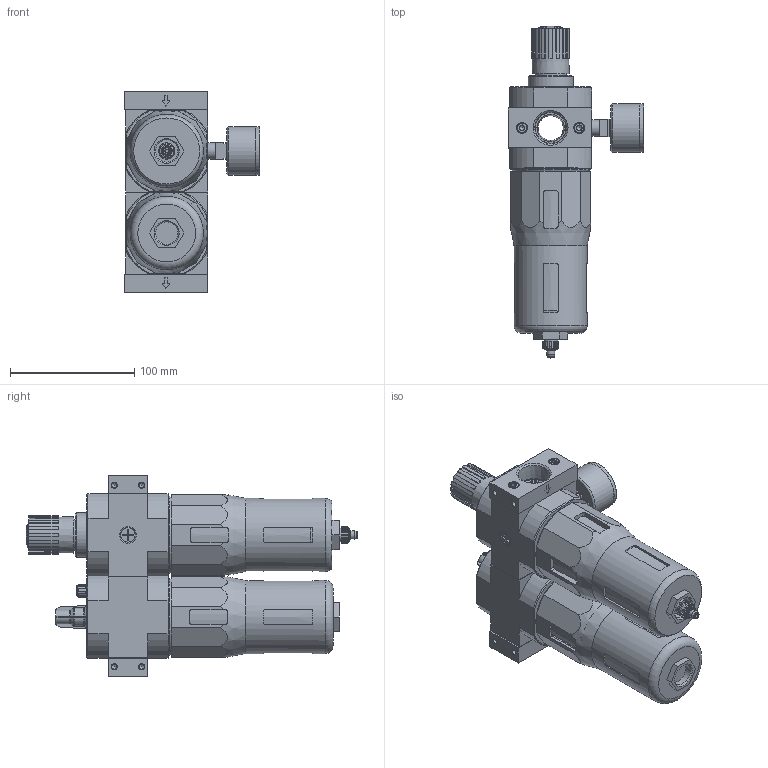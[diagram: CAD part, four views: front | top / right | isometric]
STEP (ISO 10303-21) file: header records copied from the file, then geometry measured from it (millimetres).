
FILE_DESCRIPTION(/* description */ ('STEP AP214'),/* implementation_level */ '2;1');
FILE_NAME(/* name */ '173882_FRC-3_4-D-7-MAXI-NPT',/* time_stamp */ '2024-08-28T17:23:53+02:00',/* author */ ('License CC BY-ND 4.0'),/* organization */ ('CADENAS'),/* preprocessor_version */ 'ST-DEVELOPER v19.3',/* originating_system */ 'PARTsolutions',/* authorisation */ ' ');
FILE_SCHEMA (('AUTOMOTIVE_DESIGN {1 0 10303 214 3 1 1}'));
Length unit declared in the file: millimetre
Products named in the file (10): 173882 FRC-3/4-D-7-MAXI-NPT; 714674 PBL-3/4-D-MAXI-NPT-L--P1; DIN-912 - M5x20(F); 714676 PBL-3/4-D-MAXI-NPT-R--P1; 127319 LFR-D-7-MAXI--(0); 8003638 PAGN-40-10-G14; 125696 LR/LFR-D-MAXI; 648415 LF; 396443 LOE-D-MAXI; 234370 FRB-D-MAXI
Assembly tree (13 placements, depth 2):
  173882 FRC-3/4-D-7-MAXI-NPT
    714674 PBL-3/4-D-MAXI-NPT-L--P1
    DIN-912 - M5x20(F)  x4
    714676 PBL-3/4-D-MAXI-NPT-R--P1
    127319 LFR-D-7-MAXI--(0)
    8003638 PAGN-40-10-G14
    125696 LR/LFR-D-MAXI
    648415 LF
    396443 LOE-D-MAXI
    234370 FRB-D-MAXI  x2
Bounding box: 108.95 x 267 x 162 mm (x, y, z)
Volume: 1344347.2 mm3; surface area: 198729.5 mm2
Topology: 13 solids, 14 shells, 953 faces, 2449 edges, 1565 vertices
Faces by surface type: plane 514, cylinder 223, cone 154, torus 57, sphere 5
Full cylindrical faces by diameter (mm): 2 x1, 3 x1, 3.2 x1, 3.6 x1, 3.7 x2, 3.8 x1, 4.134 x10, 4.2 x1, 5 x6, 5.3 x4, 5.6 x1, 6.4 x1, 6.8 x1, 7 x2, 7.1 x1, 8.5 x4, 8.7 x1, 9 x5, 9.5 x1, 10 x1, 11 x1, 11.2 x1, 11.445 x2, 12.6 x1, 13.157 x2, 18 x2, 22 x1, 23 x1, 24.9 x1, 26.9 x1
Entity records: 30754 total; most frequent: CARTESIAN_POINT 5756, DIRECTION 4136, ORIENTED_EDGE 4102, EDGE_CURVE 2051, AXIS2_PLACEMENT_3D 1595, VERTEX_POINT 1431, FACE_BOUND 1142, EDGE_LOOP 1132
